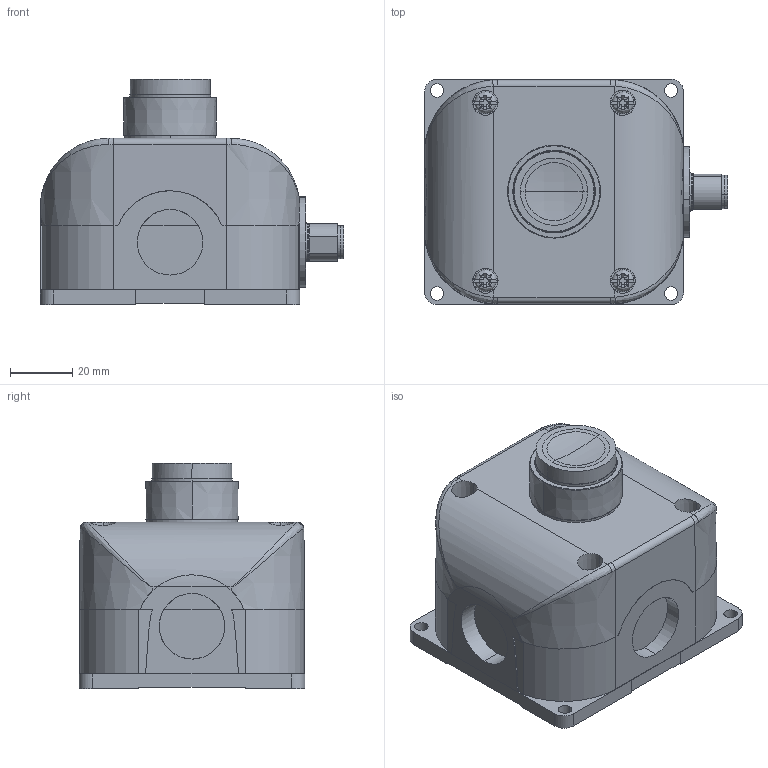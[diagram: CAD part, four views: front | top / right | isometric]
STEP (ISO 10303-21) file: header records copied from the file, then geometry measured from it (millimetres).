
FILE_DESCRIPTION (( 'STEP AP203' ), '1' );
FILE_NAME ('SB114-022-G-M.step', '2025-02-06T16:29:26', ( '' ), ( '' ), 'SwSTEP 2.0', 'SolidWorks 2024', '' );
FILE_SCHEMA (( 'CONFIG_CONTROL_DESIGN' ));
Length unit declared in the file: inch
Products named in the file (1): SB114-022-G-M
Bounding box: 97.05 x 72.29 x 72.2 mm (x, y, z)
Volume: 219797.9 mm3; surface area: 61984.1 mm2
Topology: 10 solids, 13 shells, 789 faces, 2010 edges, 1301 vertices
Faces by surface type: plane 371, cylinder 275, bspline 89, cone 54
Entity records: 30550 total; most frequent: CARTESIAN_POINT 12212, ORIENTED_EDGE 3980, DIRECTION 3529, EDGE_CURVE 1990, VERTEX_POINT 1301, AXIS2_PLACEMENT_3D 1269, VECTOR 991, LINE 991
